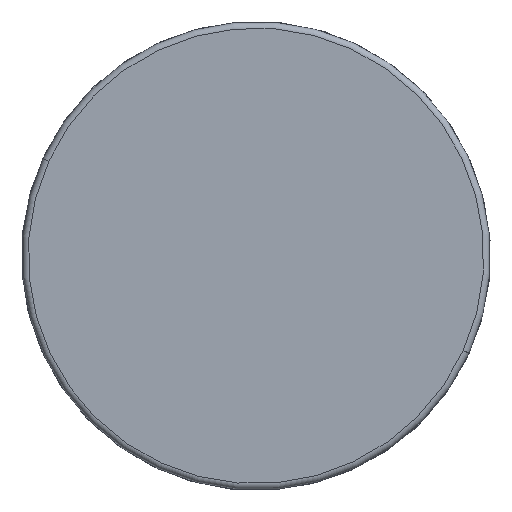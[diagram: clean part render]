
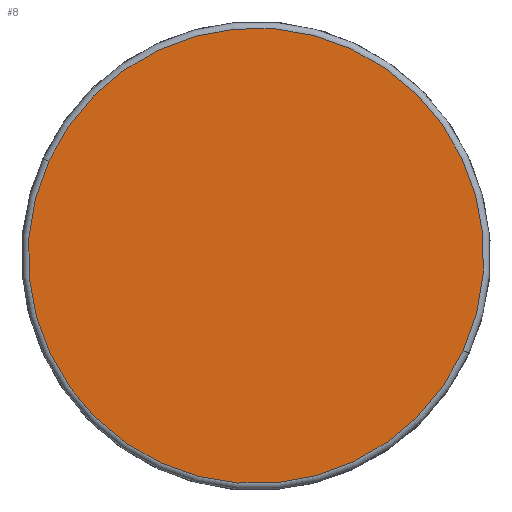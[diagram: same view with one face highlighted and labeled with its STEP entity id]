
A CAD part, top view. The second image highlights one B-rep face of the part: STEP entity #8.
In plain terms, the highlighted face is planar.
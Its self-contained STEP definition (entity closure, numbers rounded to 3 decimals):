
#8 = ADVANCED_FACE ( 'NONE', ( #11313 ), #2267, .F. ) ;
#643 = DIRECTION ( 'NONE',  ( 0., 0., -1. ) ) ;
#2267 = PLANE ( 'NONE',  #40071 ) ;
#6145 = CARTESIAN_POINT ( 'NONE',  ( -150., 30.96, 0. ) ) ;
#7244 = DIRECTION ( 'NONE',  ( 0., 0., -1. ) ) ;
#9771 = ORIENTED_EDGE ( 'NONE', *, *, #49816, .T. ) ;
#10192 = DIRECTION ( 'NONE',  ( 0., -1., 0. ) ) ;
#11313 = FACE_OUTER_BOUND ( 'NONE', #29015, .T. ) ;
#16363 = CARTESIAN_POINT ( 'NONE',  ( 0., 30.96, 146.015 ) ) ;
#16443 = CARTESIAN_POINT ( 'NONE',  ( 0., 30.96, 0. ) ) ;
#18986 = CARTESIAN_POINT ( 'NONE',  ( 0., 30.96, 0. ) ) ;
#19207 = VERTEX_POINT ( 'NONE', #48597 ) ;
#19947 = DIRECTION ( 'NONE',  ( 0., 1., 0. ) ) ;
#29015 = EDGE_LOOP ( 'NONE', ( #9771, #37654 ) ) ;
#31468 = CIRCLE ( 'NONE', #36788, 146.015 ) ;
#36788 = AXIS2_PLACEMENT_3D ( 'NONE', #18986, #46117, #7244 ) ;
#37654 = ORIENTED_EDGE ( 'NONE', *, *, #47052, .T. ) ;
#40071 = AXIS2_PLACEMENT_3D ( 'NONE', #6145, #10192, #44191 ) ;
#43650 = AXIS2_PLACEMENT_3D ( 'NONE', #16443, #19947, #643 ) ;
#44191 = DIRECTION ( 'NONE',  ( 0., 0., -1. ) ) ;
#44513 = VERTEX_POINT ( 'NONE', #16363 ) ;
#46117 = DIRECTION ( 'NONE',  ( 0., 1., 0. ) ) ;
#46877 = CIRCLE ( 'NONE', #43650, 146.015 ) ;
#47052 = EDGE_CURVE ( 'NONE', #44513, #19207, #31468, .T. ) ;
#48597 = CARTESIAN_POINT ( 'NONE',  ( 0., 30.96, -146.015 ) ) ;
#49816 = EDGE_CURVE ( 'NONE', #19207, #44513, #46877, .T. ) ;
